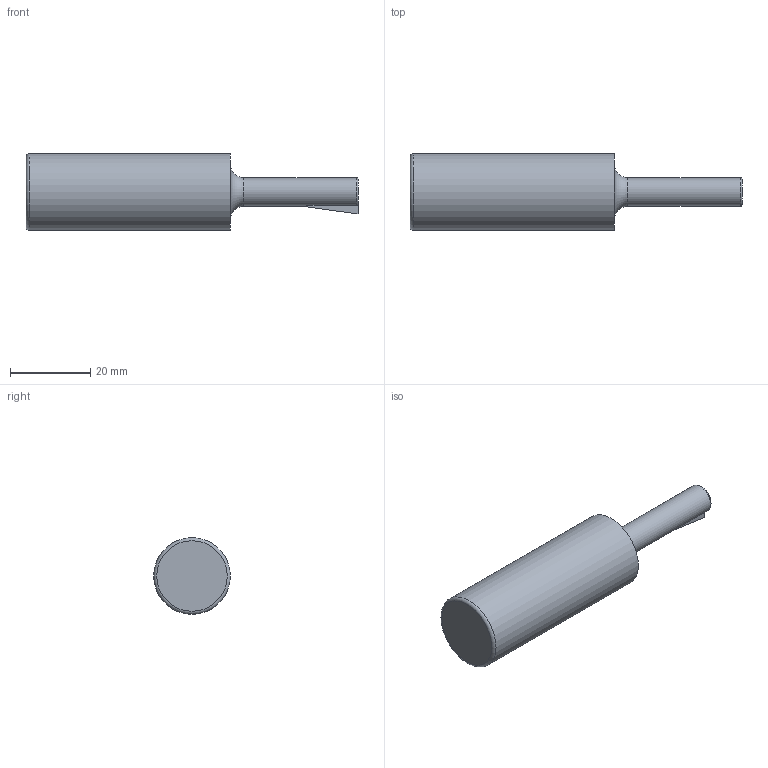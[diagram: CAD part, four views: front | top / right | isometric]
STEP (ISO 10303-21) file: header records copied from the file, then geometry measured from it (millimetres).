
FILE_DESCRIPTION(/* description */ (''),/* implementation_level */ '2;1');
FILE_NAME(/* name */ 'T332L.stp',/* time_stamp */ '2021-12-14T15:55:36-07:00',/* author */ ('shane'),/* organization */ (''),/* preprocessor_version */ 'ST-DEVELOPER v18.1',/* originating_system */ 'Autodesk Inventor 2022',/* authorisation */ '');
FILE_SCHEMA (('AUTOMOTIVE_DESIGN { 1 0 10303 214 3 1 1 }'));
Length unit declared in the file: inch
Products named in the file (1): T332L
Bounding box: 82.55 x 19.05 x 19.05 mm (x, y, z)
Volume: 15829 mm3; surface area: 4305.8 mm2
Topology: 1 solids, 1 shells, 12 faces, 27 edges, 18 vertices
Faces by surface type: plane 7, torus 3, cylinder 2
Full cylindrical faces by diameter (mm): 7.112 x1, 19.05 x1
Entity records: 401 total; most frequent: CARTESIAN_POINT 76, DIRECTION 64, ORIENTED_EDGE 54, EDGE_CURVE 27, AXIS2_PLACEMENT_3D 26, VERTEX_POINT 18, CIRCLE 13, EDGE_LOOP 13
